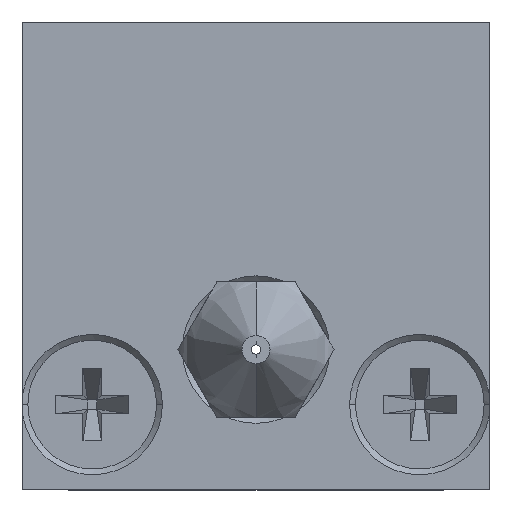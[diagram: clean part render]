
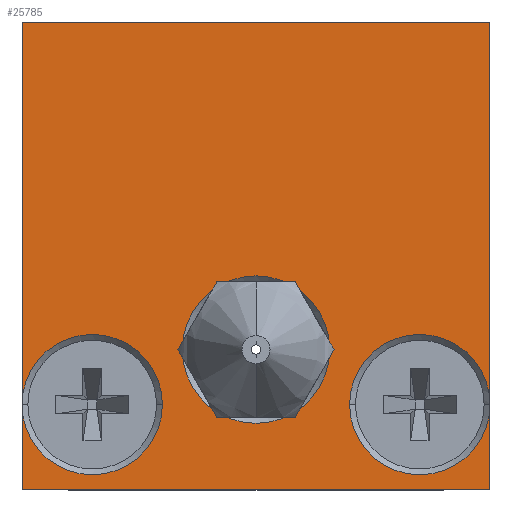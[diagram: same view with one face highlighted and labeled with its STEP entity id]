
A CAD part, front view. The second image highlights one B-rep face of the part: STEP entity #25785.
In plain terms, the highlighted planar face has unit normal (0, -1, 0).
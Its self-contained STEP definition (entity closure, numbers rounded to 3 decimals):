
#366 = VECTOR ( 'NONE', #12251, 1000. ) ;
#820 = ORIENTED_EDGE ( 'NONE', *, *, #27557, .F. ) ;
#1038 = ORIENTED_EDGE ( 'NONE', *, *, #21043, .T. ) ;
#1108 = AXIS2_PLACEMENT_3D ( 'NONE', #26242, #30894, #4261 ) ;
#1844 = CARTESIAN_POINT ( 'NONE',  ( 15.021, 10.384, 40.737 ) ) ;
#2112 = CARTESIAN_POINT ( 'NONE',  ( 12.021, 10.384, 57.087 ) ) ;
#2549 = VERTEX_POINT ( 'NONE', #16476 ) ;
#2583 = CARTESIAN_POINT ( 'NONE',  ( 32.021, 10.384, 57.087 ) ) ;
#2835 = LINE ( 'NONE', #29819, #24476 ) ;
#2995 = DIRECTION ( 'NONE',  ( -1., 0., 0. ) ) ;
#3870 = ORIENTED_EDGE ( 'NONE', *, *, #11127, .T. ) ;
#4099 = PLANE ( 'NONE',  #13527 ) ;
#4261 = DIRECTION ( 'NONE',  ( -1., 0., 0. ) ) ;
#4974 = EDGE_CURVE ( 'NONE', #28418, #23638, #2835, .T. ) ;
#5908 = ORIENTED_EDGE ( 'NONE', *, *, #31245, .F. ) ;
#5946 = VERTEX_POINT ( 'NONE', #28809 ) ;
#6404 = CIRCLE ( 'NONE', #11026, 3. ) ;
#6522 = DIRECTION ( 'NONE',  ( 0., -1., 0. ) ) ;
#7062 = VERTEX_POINT ( 'NONE', #10517 ) ;
#7257 = CARTESIAN_POINT ( 'NONE',  ( 12.021, 10.384, 57.087 ) ) ;
#8040 = AXIS2_PLACEMENT_3D ( 'NONE', #10796, #8513, #25666 ) ;
#8447 = EDGE_LOOP ( 'NONE', ( #5908, #15974 ) ) ;
#8513 = DIRECTION ( 'NONE',  ( 0., -1., 0. ) ) ;
#9085 = FACE_OUTER_BOUND ( 'NONE', #29357, .T. ) ;
#9549 = DIRECTION ( 'NONE',  ( 0., 1., 0. ) ) ;
#9698 = CARTESIAN_POINT ( 'NONE',  ( 32.021, 10.384, 37.087 ) ) ;
#9779 = CARTESIAN_POINT ( 'NONE',  ( 29.021, 10.384, 40.737 ) ) ;
#10136 = VERTEX_POINT ( 'NONE', #14967 ) ;
#10267 = VERTEX_POINT ( 'NONE', #20954 ) ;
#10517 = CARTESIAN_POINT ( 'NONE',  ( 18.021, 10.384, 40.737 ) ) ;
#10796 = CARTESIAN_POINT ( 'NONE',  ( 22.021, 10.384, 43.087 ) ) ;
#11026 = AXIS2_PLACEMENT_3D ( 'NONE', #9779, #19713, #14391 ) ;
#11127 = EDGE_CURVE ( 'NONE', #18684, #18572, #20967, .T. ) ;
#11270 = EDGE_CURVE ( 'NONE', #15462, #10267, #19311, .T. ) ;
#11376 = CARTESIAN_POINT ( 'NONE',  ( 12.021, 10.384, 57.087 ) ) ;
#11538 = FACE_BOUND ( 'NONE', #8447, .T. ) ;
#11668 = CARTESIAN_POINT ( 'NONE',  ( 15.021, 10.384, 40.737 ) ) ;
#12251 = DIRECTION ( 'NONE',  ( 1., 0., 0. ) ) ;
#12346 = EDGE_CURVE ( 'NONE', #18684, #7062, #17592, .T. ) ;
#12587 = AXIS2_PLACEMENT_3D ( 'NONE', #23782, #18935, #28296 ) ;
#12868 = VECTOR ( 'NONE', #16421, 1000. ) ;
#13011 = EDGE_CURVE ( 'NONE', #7062, #18684, #30167, .T. ) ;
#13199 = AXIS2_PLACEMENT_3D ( 'NONE', #1844, #26451, #14225 ) ;
#13527 = AXIS2_PLACEMENT_3D ( 'NONE', #31713, #9549, #27367 ) ;
#13976 = DIRECTION ( 'NONE',  ( -1., 0., 0. ) ) ;
#14055 = CARTESIAN_POINT ( 'NONE',  ( 32.021, 10.384, 57.087 ) ) ;
#14225 = DIRECTION ( 'NONE',  ( -1., 0., 0. ) ) ;
#14391 = DIRECTION ( 'NONE',  ( -1., 0., 0. ) ) ;
#14470 = DIRECTION ( 'NONE',  ( 0., 0., 1. ) ) ;
#14747 = EDGE_CURVE ( 'NONE', #10267, #28418, #17841, .T. ) ;
#14967 = CARTESIAN_POINT ( 'NONE',  ( 25.171, 10.384, 43.087 ) ) ;
#15092 = DIRECTION ( 'NONE',  ( 0., 0., 1. ) ) ;
#15462 = VERTEX_POINT ( 'NONE', #9698 ) ;
#15679 = CIRCLE ( 'NONE', #12587, 3.15 ) ;
#15974 = ORIENTED_EDGE ( 'NONE', *, *, #18694, .F. ) ;
#16354 = EDGE_CURVE ( 'NONE', #2549, #10267, #6404, .T. ) ;
#16421 = DIRECTION ( 'NONE',  ( 0., 0., -1. ) ) ;
#16476 = CARTESIAN_POINT ( 'NONE',  ( 26.021, 10.384, 40.737 ) ) ;
#16817 = LINE ( 'NONE', #29029, #366 ) ;
#16900 = CARTESIAN_POINT ( 'NONE',  ( 32.021, 10.384, 57.087 ) ) ;
#17470 = ORIENTED_EDGE ( 'NONE', *, *, #12346, .F. ) ;
#17592 = CIRCLE ( 'NONE', #25820, 3. ) ;
#17841 = LINE ( 'NONE', #2583, #20290 ) ;
#18572 = VERTEX_POINT ( 'NONE', #22480 ) ;
#18684 = VERTEX_POINT ( 'NONE', #30631 ) ;
#18694 = EDGE_CURVE ( 'NONE', #10136, #5946, #28181, .T. ) ;
#18935 = DIRECTION ( 'NONE',  ( 0., -1., 0. ) ) ;
#19311 = LINE ( 'NONE', #16900, #25737 ) ;
#19713 = DIRECTION ( 'NONE',  ( 0., -1., 0. ) ) ;
#20290 = VECTOR ( 'NONE', #15092, 1000. ) ;
#20954 = CARTESIAN_POINT ( 'NONE',  ( 32.021, 10.384, 40.737 ) ) ;
#20967 = LINE ( 'NONE', #11376, #12868 ) ;
#21043 = EDGE_CURVE ( 'NONE', #18572, #15462, #16817, .T. ) ;
#21235 = ORIENTED_EDGE ( 'NONE', *, *, #11270, .T. ) ;
#21256 = VECTOR ( 'NONE', #26406, 1000. ) ;
#21825 = ORIENTED_EDGE ( 'NONE', *, *, #16354, .F. ) ;
#22480 = CARTESIAN_POINT ( 'NONE',  ( 12.021, 10.384, 37.087 ) ) ;
#23638 = VERTEX_POINT ( 'NONE', #7257 ) ;
#23782 = CARTESIAN_POINT ( 'NONE',  ( 22.021, 10.384, 43.087 ) ) ;
#24006 = LINE ( 'NONE', #2112, #21256 ) ;
#24476 = VECTOR ( 'NONE', #2995, 1000. ) ;
#24908 = CIRCLE ( 'NONE', #1108, 3. ) ;
#25666 = DIRECTION ( 'NONE',  ( -1., 0., 0. ) ) ;
#25737 = VECTOR ( 'NONE', #14470, 1000. ) ;
#25772 = EDGE_CURVE ( 'NONE', #23638, #18684, #24006, .T. ) ;
#25785 = ADVANCED_FACE ( 'NONE', ( #9085, #11538 ), #4099, .F. ) ;
#25820 = AXIS2_PLACEMENT_3D ( 'NONE', #11668, #6522, #13976 ) ;
#26242 = CARTESIAN_POINT ( 'NONE',  ( 29.021, 10.384, 40.737 ) ) ;
#26406 = DIRECTION ( 'NONE',  ( 0., 0., -1. ) ) ;
#26451 = DIRECTION ( 'NONE',  ( 0., -1., 0. ) ) ;
#26810 = ORIENTED_EDGE ( 'NONE', *, *, #25772, .T. ) ;
#27367 = DIRECTION ( 'NONE',  ( 1., 0., 0. ) ) ;
#27557 = EDGE_CURVE ( 'NONE', #10267, #2549, #24908, .T. ) ;
#28181 = CIRCLE ( 'NONE', #8040, 3.15 ) ;
#28296 = DIRECTION ( 'NONE',  ( -1., 0., 0. ) ) ;
#28418 = VERTEX_POINT ( 'NONE', #14055 ) ;
#28809 = CARTESIAN_POINT ( 'NONE',  ( 18.871, 10.384, 43.087 ) ) ;
#29029 = CARTESIAN_POINT ( 'NONE',  ( 12.021, 10.384, 37.087 ) ) ;
#29166 = ORIENTED_EDGE ( 'NONE', *, *, #13011, .F. ) ;
#29357 = EDGE_LOOP ( 'NONE', ( #26810, #29166, #17470, #3870, #1038, #21235, #21825, #820, #31376, #29761 ) ) ;
#29761 = ORIENTED_EDGE ( 'NONE', *, *, #4974, .T. ) ;
#29819 = CARTESIAN_POINT ( 'NONE',  ( 12.021, 10.384, 57.087 ) ) ;
#30167 = CIRCLE ( 'NONE', #13199, 3. ) ;
#30631 = CARTESIAN_POINT ( 'NONE',  ( 12.021, 10.384, 40.737 ) ) ;
#30894 = DIRECTION ( 'NONE',  ( 0., -1., 0. ) ) ;
#31245 = EDGE_CURVE ( 'NONE', #5946, #10136, #15679, .T. ) ;
#31376 = ORIENTED_EDGE ( 'NONE', *, *, #14747, .T. ) ;
#31713 = CARTESIAN_POINT ( 'NONE',  ( 22.021, 10.384, 47.087 ) ) ;
